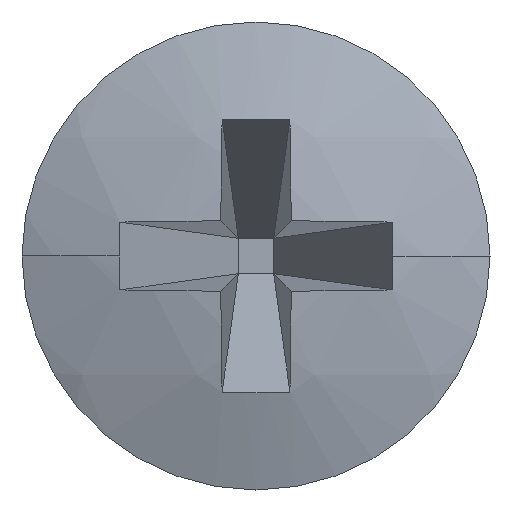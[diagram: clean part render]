
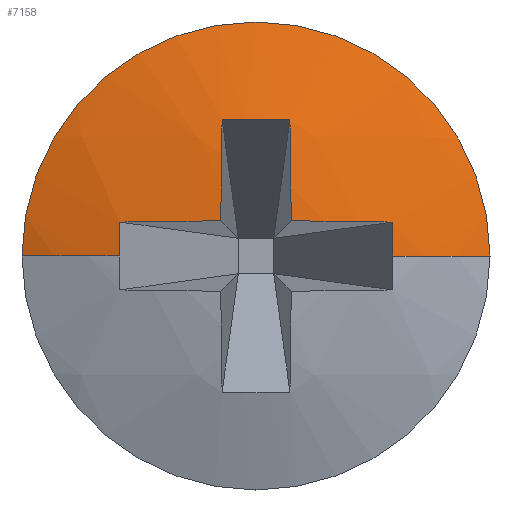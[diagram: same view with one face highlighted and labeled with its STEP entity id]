
A CAD part, left-side view. The second image highlights one B-rep face of the part: STEP entity #7158.
In plain terms, the highlighted spherical face has radius 7.4 mm.
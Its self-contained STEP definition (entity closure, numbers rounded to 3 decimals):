
#40 = ORIENTED_EDGE ( 'NONE', *, *, #6884, .F. ) ;
#254 = EDGE_LOOP ( 'NONE', ( #5563, #5261, #3489, #40, #3550, #3576, #3801, #6833, #7031, #3869, #4160 ) ) ;
#370 = DIRECTION ( 'NONE',  ( -0.544, 0.839, 0. ) ) ;
#384 = VERTEX_POINT ( 'NONE', #2015 ) ;
#560 = DIRECTION ( 'NONE',  ( -0.996, -0.089, 0. ) ) ;
#631 = CIRCLE ( 'NONE', #5212, 6.933 ) ;
#742 = AXIS2_PLACEMENT_3D ( 'NONE', #5660, #6200, #2101 ) ;
#759 = CARTESIAN_POINT ( 'NONE',  ( 0.176, -1.606, 0. ) ) ;
#843 = DIRECTION ( 'NONE',  ( 0.089, 0., 0.996 ) ) ;
#880 = AXIS2_PLACEMENT_3D ( 'NONE', #2859, #3431, #3510 ) ;
#899 = DIRECTION ( 'NONE',  ( 0.839, 0., -0.544 ) ) ;
#970 = EDGE_CURVE ( 'NONE', #6705, #5961, #5555, .T. ) ;
#1031 = DIRECTION ( 'NONE',  ( 0., 0., 1. ) ) ;
#1035 = DIRECTION ( 'NONE',  ( 0., 0., 1. ) ) ;
#1062 = VERTEX_POINT ( 'NONE', #4370 ) ;
#1169 = CARTESIAN_POINT ( 'NONE',  ( 7.378, 0.242, 0. ) ) ;
#1319 = CIRCLE ( 'NONE', #2297, 6.933 ) ;
#1321 = CIRCLE ( 'NONE', #2304, 6.933 ) ;
#1372 = CIRCLE ( 'NONE', #880, 7.396 ) ;
#1429 = DIRECTION ( 'NONE',  ( -1., 0., 0. ) ) ;
#1574 = EDGE_CURVE ( 'NONE', #5589, #5904, #4711, .T. ) ;
#1749 = CARTESIAN_POINT ( 'NONE',  ( 0.186, 0.398, 1.599 ) ) ;
#2003 = CIRCLE ( 'NONE', #2491, 7.396 ) ;
#2015 = CARTESIAN_POINT ( 'NONE',  ( 0.186, 1.599, 0.398 ) ) ;
#2101 = DIRECTION ( 'NONE',  ( 0., 0., 1. ) ) ;
#2156 = CARTESIAN_POINT ( 'NONE',  ( 7.4, 0., 0. ) ) ;
#2297 = AXIS2_PLACEMENT_3D ( 'NONE', #4959, #370, #4993 ) ;
#2304 = AXIS2_PLACEMENT_3D ( 'NONE', #5384, #2479, #4811 ) ;
#2400 = AXIS2_PLACEMENT_3D ( 'NONE', #3363, #1035, #4101 ) ;
#2479 = DIRECTION ( 'NONE',  ( -0.544, -0.839, 0. ) ) ;
#2491 = AXIS2_PLACEMENT_3D ( 'NONE', #1169, #5837, #560 ) ;
#2522 = DIRECTION ( 'NONE',  ( -0.996, 0., 0.089 ) ) ;
#2551 = CARTESIAN_POINT ( 'NONE',  ( 0.53, 2.75, 0. ) ) ;
#2719 = EDGE_CURVE ( 'NONE', #1062, #5589, #7204, .T. ) ;
#2734 = AXIS2_PLACEMENT_3D ( 'NONE', #2156, #5049, #1429 ) ;
#2816 = EDGE_CURVE ( 'NONE', #6705, #1062, #6959, .T. ) ;
#2859 = CARTESIAN_POINT ( 'NONE',  ( 7.378, 0., -0.242 ) ) ;
#3112 = CARTESIAN_POINT ( 'NONE',  ( 0.023, 0.413, 0.413 ) ) ;
#3299 = VERTEX_POINT ( 'NONE', #5689 ) ;
#3363 = CARTESIAN_POINT ( 'NONE',  ( 7.4, 0., 0. ) ) ;
#3374 = EDGE_CURVE ( 'NONE', #7447, #6764, #2003, .T. ) ;
#3431 = DIRECTION ( 'NONE',  ( 0.089, 0., 0.996 ) ) ;
#3459 = AXIS2_PLACEMENT_3D ( 'NONE', #3824, #5553, #5588 ) ;
#3489 = ORIENTED_EDGE ( 'NONE', *, *, #1574, .T. ) ;
#3510 = DIRECTION ( 'NONE',  ( -0.996, 0., 0.089 ) ) ;
#3550 = ORIENTED_EDGE ( 'NONE', *, *, #4432, .T. ) ;
#3576 = ORIENTED_EDGE ( 'NONE', *, *, #5163, .T. ) ;
#3712 = AXIS2_PLACEMENT_3D ( 'NONE', #6303, #6414, #5687 ) ;
#3801 = ORIENTED_EDGE ( 'NONE', *, *, #6174, .F. ) ;
#3824 = CARTESIAN_POINT ( 'NONE',  ( 7.378, -0.242, 0. ) ) ;
#3869 = ORIENTED_EDGE ( 'NONE', *, *, #6587, .F. ) ;
#3956 = SPHERICAL_SURFACE ( 'NONE', #3712, 7.4 ) ;
#4101 = DIRECTION ( 'NONE',  ( 0., -1., 0. ) ) ;
#4160 = ORIENTED_EDGE ( 'NONE', *, *, #970, .F. ) ;
#4370 = CARTESIAN_POINT ( 'NONE',  ( 0.53, 0., 2.75 ) ) ;
#4432 = EDGE_CURVE ( 'NONE', #384, #5069, #1372, .T. ) ;
#4711 = CIRCLE ( 'NONE', #2400, 7.4 ) ;
#4811 = DIRECTION ( 'NONE',  ( -0.839, 0.544, 0. ) ) ;
#4935 = DIRECTION ( 'NONE',  ( -1., 0., 0. ) ) ;
#4959 = CARTESIAN_POINT ( 'NONE',  ( 5.992, 2.169, 0. ) ) ;
#4993 = DIRECTION ( 'NONE',  ( 0.839, 0.544, 0. ) ) ;
#5016 = CIRCLE ( 'NONE', #7453, 7.396 ) ;
#5049 = DIRECTION ( 'NONE',  ( 0., 0., -1. ) ) ;
#5069 = VERTEX_POINT ( 'NONE', #3112 ) ;
#5121 = CARTESIAN_POINT ( 'NONE',  ( 0.186, -0.398, 1.599 ) ) ;
#5163 = EDGE_CURVE ( 'NONE', #5069, #5865, #5164, .T. ) ;
#5164 = CIRCLE ( 'NONE', #3459, 7.396 ) ;
#5212 = AXIS2_PLACEMENT_3D ( 'NONE', #6710, #6182, #899 ) ;
#5214 = FACE_OUTER_BOUND ( 'NONE', #254, .T. ) ;
#5227 = CARTESIAN_POINT ( 'NONE',  ( 0.023, -0.413, 0.413 ) ) ;
#5261 = ORIENTED_EDGE ( 'NONE', *, *, #2719, .T. ) ;
#5384 = CARTESIAN_POINT ( 'NONE',  ( 5.992, -2.169, 0. ) ) ;
#5465 = CARTESIAN_POINT ( 'NONE',  ( 0.176, 1.606, 0. ) ) ;
#5469 = EDGE_CURVE ( 'NONE', #6764, #3299, #5016, .T. ) ;
#5553 = DIRECTION ( 'NONE',  ( 0.089, 0.996, 0. ) ) ;
#5555 = CIRCLE ( 'NONE', #2734, 7.4 ) ;
#5563 = ORIENTED_EDGE ( 'NONE', *, *, #2816, .T. ) ;
#5588 = DIRECTION ( 'NONE',  ( 0.996, -0.089, 0. ) ) ;
#5589 = VERTEX_POINT ( 'NONE', #2551 ) ;
#5660 = CARTESIAN_POINT ( 'NONE',  ( 0.53, 0., 0. ) ) ;
#5687 = DIRECTION ( 'NONE',  ( 0., -1., 0. ) ) ;
#5689 = CARTESIAN_POINT ( 'NONE',  ( 0.186, -1.599, 0.398 ) ) ;
#5742 = AXIS2_PLACEMENT_3D ( 'NONE', #6280, #4935, #1031 ) ;
#5837 = DIRECTION ( 'NONE',  ( 0.089, -0.996, 0. ) ) ;
#5865 = VERTEX_POINT ( 'NONE', #1749 ) ;
#5904 = VERTEX_POINT ( 'NONE', #5465 ) ;
#5961 = VERTEX_POINT ( 'NONE', #759 ) ;
#6174 = EDGE_CURVE ( 'NONE', #7447, #5865, #631, .T. ) ;
#6182 = DIRECTION ( 'NONE',  ( -0.544, 0., -0.839 ) ) ;
#6200 = DIRECTION ( 'NONE',  ( -1., 0., 0. ) ) ;
#6280 = CARTESIAN_POINT ( 'NONE',  ( 0.53, 0., 0. ) ) ;
#6303 = CARTESIAN_POINT ( 'NONE',  ( 7.4, 0., 0. ) ) ;
#6414 = DIRECTION ( 'NONE',  ( 0., 0., 1. ) ) ;
#6587 = EDGE_CURVE ( 'NONE', #5961, #3299, #1319, .T. ) ;
#6705 = VERTEX_POINT ( 'NONE', #7432 ) ;
#6710 = CARTESIAN_POINT ( 'NONE',  ( 5.992, 0., -2.169 ) ) ;
#6764 = VERTEX_POINT ( 'NONE', #5227 ) ;
#6833 = ORIENTED_EDGE ( 'NONE', *, *, #3374, .T. ) ;
#6884 = EDGE_CURVE ( 'NONE', #384, #5904, #1321, .T. ) ;
#6959 = CIRCLE ( 'NONE', #742, 2.75 ) ;
#7031 = ORIENTED_EDGE ( 'NONE', *, *, #5469, .T. ) ;
#7158 = ADVANCED_FACE ( 'NONE', ( #5214 ), #3956, .T. ) ;
#7204 = CIRCLE ( 'NONE', #5742, 2.75 ) ;
#7293 = CARTESIAN_POINT ( 'NONE',  ( 7.378, 0., -0.242 ) ) ;
#7432 = CARTESIAN_POINT ( 'NONE',  ( 0.53, -2.75, 0. ) ) ;
#7447 = VERTEX_POINT ( 'NONE', #5121 ) ;
#7453 = AXIS2_PLACEMENT_3D ( 'NONE', #7293, #843, #2522 ) ;
